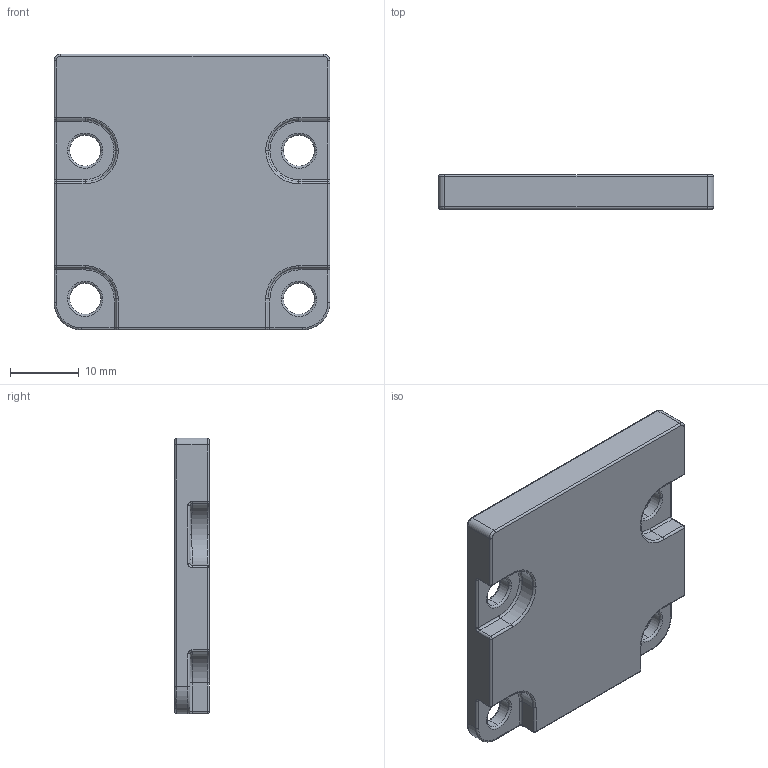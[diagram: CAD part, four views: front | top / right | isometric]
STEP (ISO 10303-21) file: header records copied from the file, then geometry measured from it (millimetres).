
FILE_DESCRIPTION (( 'STEP AP203' ), '1' );
FILE_NAME ('801000_c_1.STEP', '2022-10-11T15:04:19', ( '' ), ( '' ), 'SwSTEP 2.0', 'SolidWorks 2014', '' );
FILE_SCHEMA (( 'CONFIG_CONTROL_DESIGN' ));
Length unit declared in the file: millimetre
Products named in the file (1): 801000_c_1
Bounding box: 40 x 5 x 40 mm (x, y, z)
Volume: 6999.8 mm3; surface area: 3961.7 mm2
Topology: 1 solids, 1 shells, 126 faces, 308 edges, 176 vertices
Faces by surface type: cylinder 56, bspline 52, plane 18
Entity records: 4693 total; most frequent: CARTESIAN_POINT 1909, ORIENTED_EDGE 600, DIRECTION 558, EDGE_CURVE 300, AXIS2_PLACEMENT_3D 227, VERTEX_POINT 176, CIRCLE 152, EDGE_LOOP 134
